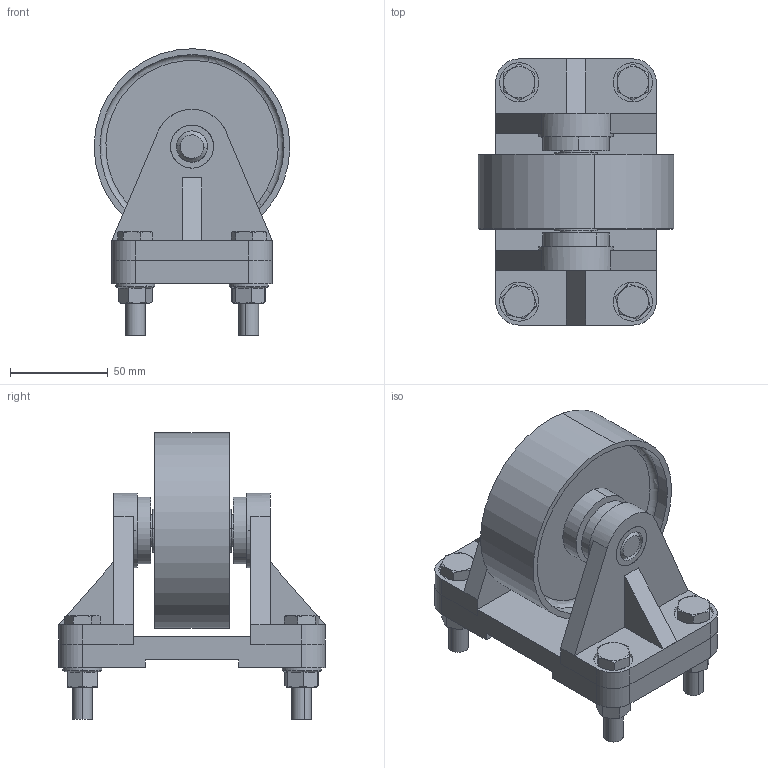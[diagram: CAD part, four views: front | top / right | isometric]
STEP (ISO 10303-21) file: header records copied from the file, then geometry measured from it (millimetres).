
FILE_DESCRIPTION (( 'STEP AP214' ), '1' );
FILE_NAME ('assembly-basic-15-without_interf.STEP', '2020-08-09T20:40:58', ( '' ), ( '' ), 'SwSTEP 2.0', 'SolidWorks 2016', '' );
FILE_SCHEMA (( 'AUTOMOTIVE_DESIGN' ));
Length unit declared in the file: millimetre
Products named in the file (10): supportR; wheel; base; bolt3; hornL; assembly-basic-15-without_interf; support; axle; hornR; nut3
Assembly tree (15 placements, depth 2):
  assembly-basic-15-without_interf
    nut3  x4
    bolt3  x4
    base
    support
    supportR
    hornL
    hornR
    axle
    wheel
Bounding box: 99.99 x 136 x 146.4 mm (x, y, z)
Volume: 500263.7 mm3; surface area: 128908 mm2
Topology: 15 solids, 15 shells, 302 faces, 681 edges, 429 vertices
Faces by surface type: plane 132, cylinder 102, cone 64, torus 4
Entity records: 8152 total; most frequent: CARTESIAN_POINT 1477, DIRECTION 957, ORIENTED_EDGE 834, EDGE_CURVE 417, AXIS2_PLACEMENT_3D 380, VERTEX_POINT 270, EDGE_LOOP 221, UNCERTAINTY_MEASURE_WITH_UNIT 207
